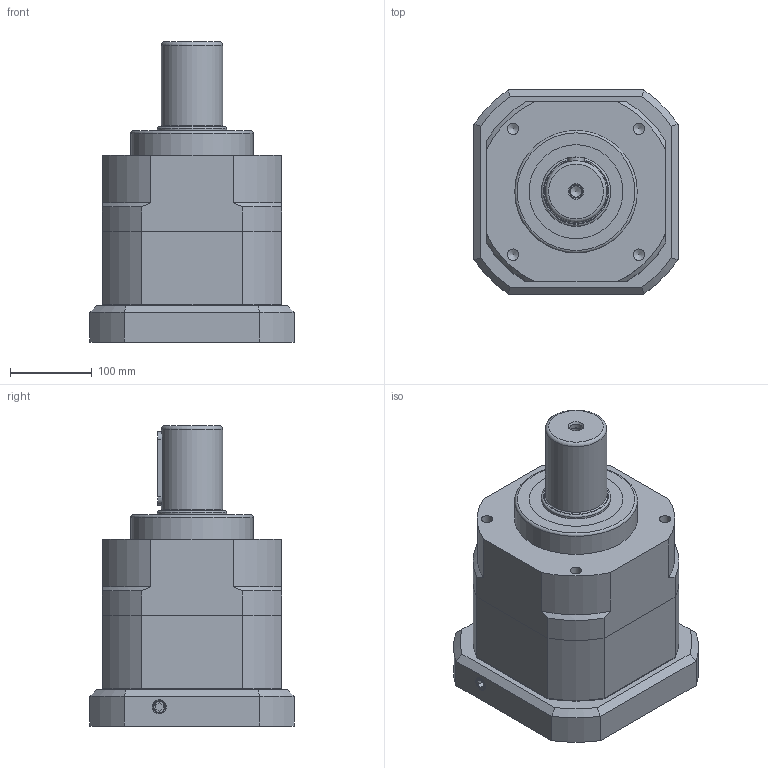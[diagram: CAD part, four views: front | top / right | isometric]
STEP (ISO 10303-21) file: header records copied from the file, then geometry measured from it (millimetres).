
FILE_DESCRIPTION((''),'2;1');
FILE_NAME('KSE-220-1.stp','2012-02-15T11:03:50',('young'),(''),'Autodesk Inventor 2012','Autodesk Inventor 2012','');
FILE_SCHEMA(('AUTOMOTIVE_DESIGN { 1 0 10303 214 1 1 1 1 }'));
Length unit declared in the file: millimetre
Products named in the file (1): KSE-220-1
Bounding box: 250 x 250 x 367.5 mm (x, y, z)
Volume: 8115700.7 mm3; surface area: 765634.5 mm2
Topology: 16 solids, 16 shells, 559 faces, 1381 edges, 884 vertices
Faces by surface type: plane 249, cylinder 192, cone 69, bspline 33, torus 16
Full cylindrical faces by diameter (mm): 8.6 x1, 10 x1, 10.2 x12, 11 x1, 12 x4, 13 x12, 14 x5, 14.275 x2, 14.5 x2, 16 x2, 18 x4, 19 x4, 60 x1, 66 x1, 68 x1, 72.2 x1, 74.8 x1, 75 x1, 84.8 x1, 85 x1, 90 x2, 95 x1, 115 x2, 150 x1, 155 x1, 200 x2
Entity records: 17792 total; most frequent: CARTESIAN_POINT 5081, DIRECTION 2656, ORIENTED_EDGE 2436, EDGE_CURVE 1218, AXIS2_PLACEMENT_3D 1030, VERTEX_POINT 850, EDGE_LOOP 758, VECTOR 596
